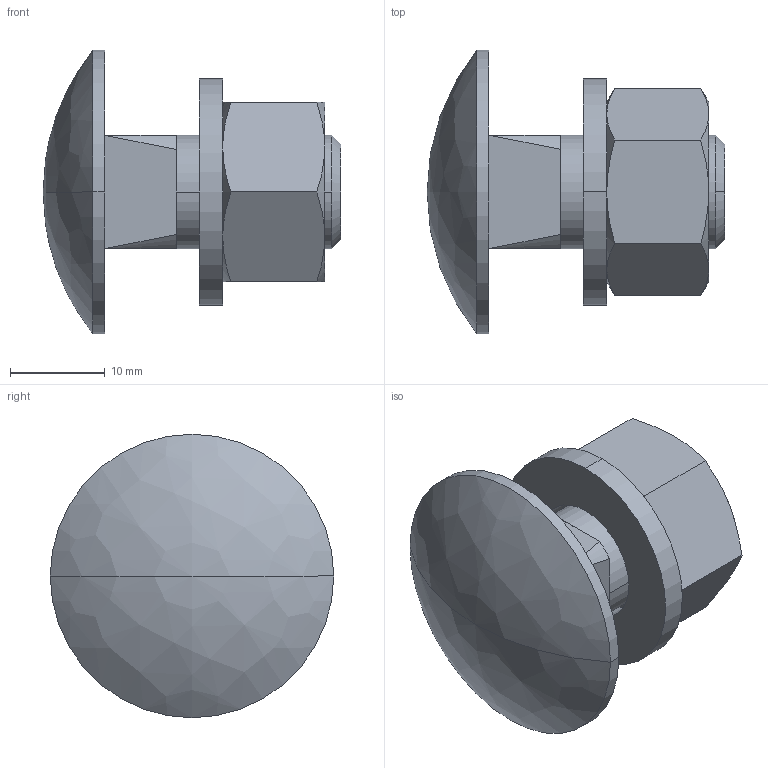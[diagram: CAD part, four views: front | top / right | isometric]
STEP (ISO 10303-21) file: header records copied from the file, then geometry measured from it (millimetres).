
FILE_DESCRIPTION (( 'STEP AP214' ), '1' );
FILE_NAME ('6406750_KSTP1.stp', '2018-06-26T09:44:56', ( '' ), ( '' ), 'SwSTEP 2.0', 'SolidWorks 2014', '' );
FILE_SCHEMA (( 'AUTOMOTIVE_DESIGN' ));
Length unit declared in the file: millimetre
Products named in the file (4): 020343_ISO 7089-12; 020244_DIN 934 - M12; 009199_M12x25; 6406750_KSTP1
Assembly tree (3 placements, depth 2):
  6406750_KSTP1
    009199_M12x25
    020244_DIN 934 - M12
    020343_ISO 7089-12
Bounding box: 31.5 x 30 x 30 mm (x, y, z)
Volume: 9125.5 mm3; surface area: 4996.5 mm2
Topology: 3 solids, 3 shells, 58 faces, 125 edges, 74 vertices
Faces by surface type: cone 26, plane 20, cylinder 10, bspline 2
Entity records: 2462 total; most frequent: CARTESIAN_POINT 437, DIRECTION 272, ORIENTED_EDGE 250, EDGE_CURVE 125, AXIS2_PLACEMENT_3D 117, VERTEX_POINT 74, UNCERTAINTY_MEASURE_WITH_UNIT 68, PRESENTATION_LAYER_ASSIGNMENT 64
